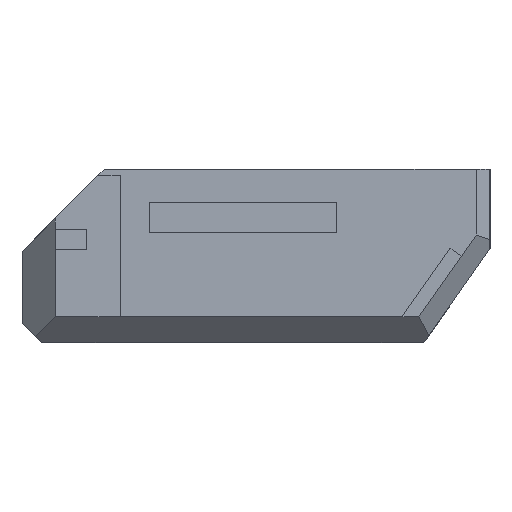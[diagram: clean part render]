
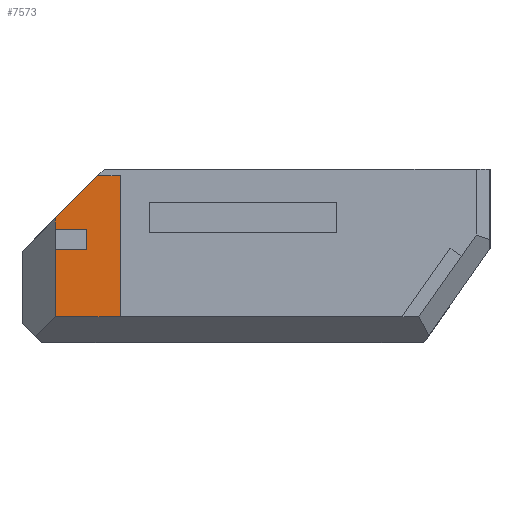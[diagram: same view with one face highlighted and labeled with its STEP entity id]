
A CAD part, left-side view. The second image highlights one B-rep face of the part: STEP entity #7573.
In plain terms, the highlighted planar face has unit normal (-1, 0, 0).
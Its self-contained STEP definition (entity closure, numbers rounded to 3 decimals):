
#1008 = PLANE('',#1009);
#1009 = AXIS2_PLACEMENT_3D('',#1010,#1011,#1012);
#1010 = CARTESIAN_POINT('',(-77.,-14.7,0.));
#1011 = DIRECTION('',(1.,0.,0.));
#1012 = DIRECTION('',(0.,0.,1.));
#1174 = PLANE('',#1175);
#1175 = AXIS2_PLACEMENT_3D('',#1176,#1177,#1178);
#1176 = CARTESIAN_POINT('',(-77.05,-5.,3.95));
#1177 = DIRECTION('',(0.707,0.,0.707));
#1178 = DIRECTION('',(0.707,0.,-0.707));
#1846 = PLANE('',#1847);
#1847 = AXIS2_PLACEMENT_3D('',#1848,#1849,#1850);
#1848 = CARTESIAN_POINT('',(-78.,72.7,-3.));
#1849 = DIRECTION('',(0.,0.707,0.707));
#1850 = DIRECTION('',(0.,-0.707,0.707));
#2662 = VERTEX_POINT('',#2663);
#2663 = CARTESIAN_POINT('',(-77.,41.3,3.899));
#2682 = EDGE_CURVE('',#2662,#2683,#2685,.T.);
#2683 = VERTEX_POINT('',#2684);
#2684 = CARTESIAN_POINT('',(-77.,41.3,25.));
#2685 = SURFACE_CURVE('',#2686,(#2690,#2697),.PCURVE_S1.);
#2686 = LINE('',#2687,#2688);
#2687 = CARTESIAN_POINT('',(-77.,41.3,0.));
#2688 = VECTOR('',#2689,1.);
#2689 = DIRECTION('',(0.,0.,1.));
#2690 = PCURVE('',#1008,#2691);
#2691 = DEFINITIONAL_REPRESENTATION('',(#2692),#2696);
#2692 = LINE('',#2693,#2694);
#2693 = CARTESIAN_POINT('',(0.,-56.));
#2694 = VECTOR('',#2695,1.);
#2695 = DIRECTION('',(1.,0.));
#2696 = ( GEOMETRIC_REPRESENTATION_CONTEXT(2) 
PARAMETRIC_REPRESENTATION_CONTEXT() REPRESENTATION_CONTEXT('2D SPACE',''
  ) );
#2697 = PCURVE('',#2698,#2703);
#2698 = PLANE('',#2699);
#2699 = AXIS2_PLACEMENT_3D('',#2700,#2701,#2702);
#2700 = CARTESIAN_POINT('',(-77.,-14.7,0.));
#2701 = DIRECTION('',(1.,0.,0.));
#2702 = DIRECTION('',(0.,0.,1.));
#2703 = DEFINITIONAL_REPRESENTATION('',(#2704),#2708);
#2704 = LINE('',#2705,#2706);
#2705 = CARTESIAN_POINT('',(0.,-56.));
#2706 = VECTOR('',#2707,1.);
#2707 = DIRECTION('',(1.,0.));
#2708 = ( GEOMETRIC_REPRESENTATION_CONTEXT(2) 
PARAMETRIC_REPRESENTATION_CONTEXT() REPRESENTATION_CONTEXT('2D SPACE',''
  ) );
#2710 = EDGE_CURVE('',#2683,#2711,#2713,.T.);
#2711 = VERTEX_POINT('',#2712);
#2712 = CARTESIAN_POINT('',(-77.,44.7,25.));
#2713 = SURFACE_CURVE('',#2714,(#2718,#2725),.PCURVE_S1.);
#2714 = LINE('',#2715,#2716);
#2715 = CARTESIAN_POINT('',(-77.,41.3,25.));
#2716 = VECTOR('',#2717,1.);
#2717 = DIRECTION('',(0.,1.,0.));
#2718 = PCURVE('',#1008,#2719);
#2719 = DEFINITIONAL_REPRESENTATION('',(#2720),#2724);
#2720 = LINE('',#2721,#2722);
#2721 = CARTESIAN_POINT('',(25.,-56.));
#2722 = VECTOR('',#2723,1.);
#2723 = DIRECTION('',(0.,-1.));
#2724 = ( GEOMETRIC_REPRESENTATION_CONTEXT(2) 
PARAMETRIC_REPRESENTATION_CONTEXT() REPRESENTATION_CONTEXT('2D SPACE',''
  ) );
#2725 = PCURVE('',#2698,#2726);
#2726 = DEFINITIONAL_REPRESENTATION('',(#2727),#2731);
#2727 = LINE('',#2728,#2729);
#2728 = CARTESIAN_POINT('',(25.,-56.));
#2729 = VECTOR('',#2730,1.);
#2730 = DIRECTION('',(0.,-1.));
#2731 = ( GEOMETRIC_REPRESENTATION_CONTEXT(2) 
PARAMETRIC_REPRESENTATION_CONTEXT() REPRESENTATION_CONTEXT('2D SPACE',''
  ) );
#3016 = VERTEX_POINT('',#3017);
#3017 = CARTESIAN_POINT('',(-77.,51.,3.899));
#3030 = PLANE('',#3031);
#3031 = AXIS2_PLACEMENT_3D('',#3032,#3033,#3034);
#3032 = CARTESIAN_POINT('',(-77.,51.,-4.));
#3033 = DIRECTION('',(-0.707,0.707,0.));
#3034 = DIRECTION('',(0.,0.,1.));
#3041 = EDGE_CURVE('',#3016,#2662,#3042,.T.);
#3042 = SURFACE_CURVE('',#3043,(#3047,#3053),.PCURVE_S1.);
#3043 = LINE('',#3044,#3045);
#3044 = CARTESIAN_POINT('',(-77.,-9.85,3.899));
#3045 = VECTOR('',#3046,1.);
#3046 = DIRECTION('',(0.,-1.,0.));
#3047 = PCURVE('',#1174,#3048);
#3048 = DEFINITIONAL_REPRESENTATION('',(#3049),#3052);
#3049 = B_SPLINE_CURVE_WITH_KNOTS('',1,(#3050,#3051),.UNSPECIFIED.,.F.,
  .F.,(2,2),(-66.55,-49.75),.PIECEWISE_BEZIER_KNOTS.);
#3050 = CARTESIAN_POINT('',(0.071,61.7));
#3051 = CARTESIAN_POINT('',(0.071,44.9));
#3052 = ( GEOMETRIC_REPRESENTATION_CONTEXT(2) 
PARAMETRIC_REPRESENTATION_CONTEXT() REPRESENTATION_CONTEXT('2D SPACE',''
  ) );
#3053 = PCURVE('',#2698,#3054);
#3054 = DEFINITIONAL_REPRESENTATION('',(#3055),#3058);
#3055 = B_SPLINE_CURVE_WITH_KNOTS('',1,(#3056,#3057),.UNSPECIFIED.,.F.,
  .F.,(2,2),(-66.55,-49.75),.PIECEWISE_BEZIER_KNOTS.);
#3056 = CARTESIAN_POINT('',(3.899,-71.4));
#3057 = CARTESIAN_POINT('',(3.899,-54.6));
#3058 = ( GEOMETRIC_REPRESENTATION_CONTEXT(2) 
PARAMETRIC_REPRESENTATION_CONTEXT() REPRESENTATION_CONTEXT('2D SPACE',''
  ) );
#5638 = EDGE_CURVE('',#5639,#2711,#5641,.T.);
#5639 = VERTEX_POINT('',#5640);
#5640 = CARTESIAN_POINT('',(-77.,51.,18.7));
#5641 = SURFACE_CURVE('',#5642,(#5646,#5652),.PCURVE_S1.);
#5642 = LINE('',#5643,#5644);
#5643 = CARTESIAN_POINT('',(-77.,50.1,19.6));
#5644 = VECTOR('',#5645,1.);
#5645 = DIRECTION('',(0.,-0.707,0.707));
#5646 = PCURVE('',#1846,#5647);
#5647 = DEFINITIONAL_REPRESENTATION('',(#5648),#5651);
#5648 = B_SPLINE_CURVE_WITH_KNOTS('',1,(#5649,#5650),.UNSPECIFIED.,.F.,
  .F.,(2,2),(-2.645,10.621),.PIECEWISE_BEZIER_KNOTS.);
#5649 = CARTESIAN_POINT('',(29.317,1.));
#5650 = CARTESIAN_POINT('',(42.582,1.));
#5651 = ( GEOMETRIC_REPRESENTATION_CONTEXT(2) 
PARAMETRIC_REPRESENTATION_CONTEXT() REPRESENTATION_CONTEXT('2D SPACE',''
  ) );
#5652 = PCURVE('',#2698,#5653);
#5653 = DEFINITIONAL_REPRESENTATION('',(#5654),#5657);
#5654 = B_SPLINE_CURVE_WITH_KNOTS('',1,(#5655,#5656),.UNSPECIFIED.,.F.,
  .F.,(2,2),(-2.645,10.621),.PIECEWISE_BEZIER_KNOTS.);
#5655 = CARTESIAN_POINT('',(17.73,-66.67));
#5656 = CARTESIAN_POINT('',(27.11,-57.29));
#5657 = ( GEOMETRIC_REPRESENTATION_CONTEXT(2) 
PARAMETRIC_REPRESENTATION_CONTEXT() REPRESENTATION_CONTEXT('2D SPACE',''
  ) );
#7573 = ADVANCED_FACE('',(#7574),#2698,.F.);
#7574 = FACE_BOUND('',#7575,.F.);
#7575 = EDGE_LOOP('',(#7576,#7606,#7629,#7650,#7651,#7652,#7653,#7654,
    #7677));
#7576 = ORIENTED_EDGE('',*,*,#7577,.T.);
#7577 = EDGE_CURVE('',#7578,#7580,#7582,.T.);
#7578 = VERTEX_POINT('',#7579);
#7579 = CARTESIAN_POINT('',(-77.,46.3,14.));
#7580 = VERTEX_POINT('',#7581);
#7581 = CARTESIAN_POINT('',(-77.,46.3,17.));
#7582 = SURFACE_CURVE('',#7583,(#7587,#7594),.PCURVE_S1.);
#7583 = LINE('',#7584,#7585);
#7584 = CARTESIAN_POINT('',(-77.,46.3,14.));
#7585 = VECTOR('',#7586,1.);
#7586 = DIRECTION('',(0.,0.,1.));
#7587 = PCURVE('',#2698,#7588);
#7588 = DEFINITIONAL_REPRESENTATION('',(#7589),#7593);
#7589 = LINE('',#7590,#7591);
#7590 = CARTESIAN_POINT('',(14.,-61.));
#7591 = VECTOR('',#7592,1.);
#7592 = DIRECTION('',(1.,0.));
#7593 = ( GEOMETRIC_REPRESENTATION_CONTEXT(2) 
PARAMETRIC_REPRESENTATION_CONTEXT() REPRESENTATION_CONTEXT('2D SPACE',''
  ) );
#7594 = PCURVE('',#7595,#7600);
#7595 = PLANE('',#7596);
#7596 = AXIS2_PLACEMENT_3D('',#7597,#7598,#7599);
#7597 = CARTESIAN_POINT('',(-77.,46.3,14.));
#7598 = DIRECTION('',(1.,0.,0.));
#7599 = DIRECTION('',(0.,0.,1.));
#7600 = DEFINITIONAL_REPRESENTATION('',(#7601),#7605);
#7601 = LINE('',#7602,#7603);
#7602 = CARTESIAN_POINT('',(0.,0.));
#7603 = VECTOR('',#7604,1.);
#7604 = DIRECTION('',(1.,0.));
#7605 = ( GEOMETRIC_REPRESENTATION_CONTEXT(2) 
PARAMETRIC_REPRESENTATION_CONTEXT() REPRESENTATION_CONTEXT('2D SPACE',''
  ) );
#7606 = ORIENTED_EDGE('',*,*,#7607,.T.);
#7607 = EDGE_CURVE('',#7580,#7608,#7610,.T.);
#7608 = VERTEX_POINT('',#7609);
#7609 = CARTESIAN_POINT('',(-77.,51.,17.));
#7610 = SURFACE_CURVE('',#7611,(#7615,#7622),.PCURVE_S1.);
#7611 = LINE('',#7612,#7613);
#7612 = CARTESIAN_POINT('',(-77.,46.3,17.));
#7613 = VECTOR('',#7614,1.);
#7614 = DIRECTION('',(0.,1.,0.));
#7615 = PCURVE('',#2698,#7616);
#7616 = DEFINITIONAL_REPRESENTATION('',(#7617),#7621);
#7617 = LINE('',#7618,#7619);
#7618 = CARTESIAN_POINT('',(17.,-61.));
#7619 = VECTOR('',#7620,1.);
#7620 = DIRECTION('',(0.,-1.));
#7621 = ( GEOMETRIC_REPRESENTATION_CONTEXT(2) 
PARAMETRIC_REPRESENTATION_CONTEXT() REPRESENTATION_CONTEXT('2D SPACE',''
  ) );
#7622 = PCURVE('',#7595,#7623);
#7623 = DEFINITIONAL_REPRESENTATION('',(#7624),#7628);
#7624 = LINE('',#7625,#7626);
#7625 = CARTESIAN_POINT('',(3.,0.));
#7626 = VECTOR('',#7627,1.);
#7627 = DIRECTION('',(0.,-1.));
#7628 = ( GEOMETRIC_REPRESENTATION_CONTEXT(2) 
PARAMETRIC_REPRESENTATION_CONTEXT() REPRESENTATION_CONTEXT('2D SPACE',''
  ) );
#7629 = ORIENTED_EDGE('',*,*,#7630,.T.);
#7630 = EDGE_CURVE('',#7608,#5639,#7631,.T.);
#7631 = SURFACE_CURVE('',#7632,(#7636,#7643),.PCURVE_S1.);
#7632 = LINE('',#7633,#7634);
#7633 = CARTESIAN_POINT('',(-77.,51.,-4.));
#7634 = VECTOR('',#7635,1.);
#7635 = DIRECTION('',(0.,0.,1.));
#7636 = PCURVE('',#2698,#7637);
#7637 = DEFINITIONAL_REPRESENTATION('',(#7638),#7642);
#7638 = LINE('',#7639,#7640);
#7639 = CARTESIAN_POINT('',(-4.,-65.7));
#7640 = VECTOR('',#7641,1.);
#7641 = DIRECTION('',(1.,0.));
#7642 = ( GEOMETRIC_REPRESENTATION_CONTEXT(2) 
PARAMETRIC_REPRESENTATION_CONTEXT() REPRESENTATION_CONTEXT('2D SPACE',''
  ) );
#7643 = PCURVE('',#3030,#7644);
#7644 = DEFINITIONAL_REPRESENTATION('',(#7645),#7649);
#7645 = LINE('',#7646,#7647);
#7646 = CARTESIAN_POINT('',(0.,0.));
#7647 = VECTOR('',#7648,1.);
#7648 = DIRECTION('',(1.,0.));
#7649 = ( GEOMETRIC_REPRESENTATION_CONTEXT(2) 
PARAMETRIC_REPRESENTATION_CONTEXT() REPRESENTATION_CONTEXT('2D SPACE',''
  ) );
#7650 = ORIENTED_EDGE('',*,*,#5638,.T.);
#7651 = ORIENTED_EDGE('',*,*,#2710,.F.);
#7652 = ORIENTED_EDGE('',*,*,#2682,.F.);
#7653 = ORIENTED_EDGE('',*,*,#3041,.F.);
#7654 = ORIENTED_EDGE('',*,*,#7655,.T.);
#7655 = EDGE_CURVE('',#3016,#7656,#7658,.T.);
#7656 = VERTEX_POINT('',#7657);
#7657 = CARTESIAN_POINT('',(-77.,51.,14.));
#7658 = SURFACE_CURVE('',#7659,(#7663,#7670),.PCURVE_S1.);
#7659 = LINE('',#7660,#7661);
#7660 = CARTESIAN_POINT('',(-77.,51.,-4.));
#7661 = VECTOR('',#7662,1.);
#7662 = DIRECTION('',(0.,0.,1.));
#7663 = PCURVE('',#2698,#7664);
#7664 = DEFINITIONAL_REPRESENTATION('',(#7665),#7669);
#7665 = LINE('',#7666,#7667);
#7666 = CARTESIAN_POINT('',(-4.,-65.7));
#7667 = VECTOR('',#7668,1.);
#7668 = DIRECTION('',(1.,0.));
#7669 = ( GEOMETRIC_REPRESENTATION_CONTEXT(2) 
PARAMETRIC_REPRESENTATION_CONTEXT() REPRESENTATION_CONTEXT('2D SPACE',''
  ) );
#7670 = PCURVE('',#3030,#7671);
#7671 = DEFINITIONAL_REPRESENTATION('',(#7672),#7676);
#7672 = LINE('',#7673,#7674);
#7673 = CARTESIAN_POINT('',(0.,0.));
#7674 = VECTOR('',#7675,1.);
#7675 = DIRECTION('',(1.,0.));
#7676 = ( GEOMETRIC_REPRESENTATION_CONTEXT(2) 
PARAMETRIC_REPRESENTATION_CONTEXT() REPRESENTATION_CONTEXT('2D SPACE',''
  ) );
#7677 = ORIENTED_EDGE('',*,*,#7678,.F.);
#7678 = EDGE_CURVE('',#7578,#7656,#7679,.T.);
#7679 = SURFACE_CURVE('',#7680,(#7684,#7691),.PCURVE_S1.);
#7680 = LINE('',#7681,#7682);
#7681 = CARTESIAN_POINT('',(-77.,46.3,14.));
#7682 = VECTOR('',#7683,1.);
#7683 = DIRECTION('',(0.,1.,0.));
#7684 = PCURVE('',#2698,#7685);
#7685 = DEFINITIONAL_REPRESENTATION('',(#7686),#7690);
#7686 = LINE('',#7687,#7688);
#7687 = CARTESIAN_POINT('',(14.,-61.));
#7688 = VECTOR('',#7689,1.);
#7689 = DIRECTION('',(0.,-1.));
#7690 = ( GEOMETRIC_REPRESENTATION_CONTEXT(2) 
PARAMETRIC_REPRESENTATION_CONTEXT() REPRESENTATION_CONTEXT('2D SPACE',''
  ) );
#7691 = PCURVE('',#7595,#7692);
#7692 = DEFINITIONAL_REPRESENTATION('',(#7693),#7697);
#7693 = LINE('',#7694,#7695);
#7694 = CARTESIAN_POINT('',(0.,0.));
#7695 = VECTOR('',#7696,1.);
#7696 = DIRECTION('',(0.,-1.));
#7697 = ( GEOMETRIC_REPRESENTATION_CONTEXT(2) 
PARAMETRIC_REPRESENTATION_CONTEXT() REPRESENTATION_CONTEXT('2D SPACE',''
  ) );
